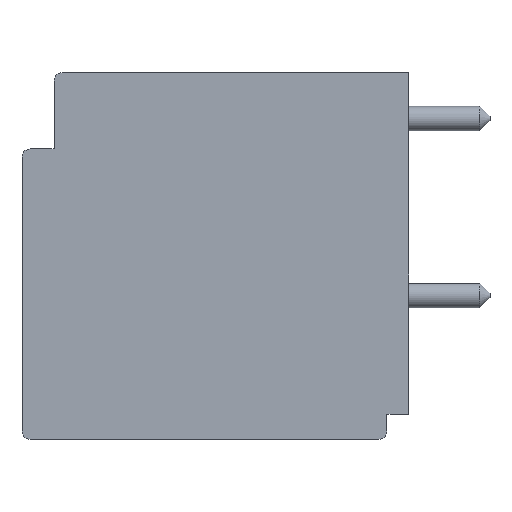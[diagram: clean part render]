
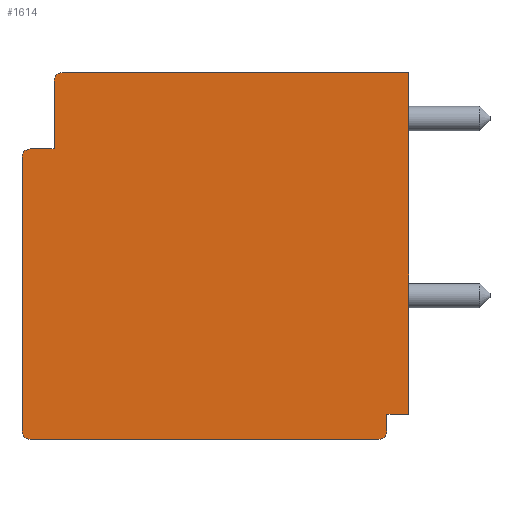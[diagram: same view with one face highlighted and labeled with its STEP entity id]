
A CAD part, left-side view. The second image highlights one B-rep face of the part: STEP entity #1614.
In plain terms, the highlighted face is planar.
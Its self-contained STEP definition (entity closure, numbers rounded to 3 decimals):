
#1 = VERTEX_POINT ( 'NONE', #1659 ) ;
#18 = CARTESIAN_POINT ( 'NONE',  ( 0., 17.6, 17.025 ) ) ;
#27 = LINE ( 'NONE', #848, #1748 ) ;
#30 = CARTESIAN_POINT ( 'NONE',  ( 0., 1.231, 1.066 ) ) ;
#55 = EDGE_CURVE ( 'NONE', #2293, #1, #2038, .T. ) ;
#66 = CARTESIAN_POINT ( 'NONE',  ( 0., 0., 18.6 ) ) ;
#83 = CARTESIAN_POINT ( 'NONE',  ( 0., 1.231, 0. ) ) ;
#171 = PLANE ( 'NONE',  #222 ) ;
#207 = CARTESIAN_POINT ( 'NONE',  ( 0., 18., 17.025 ) ) ;
#222 = AXIS2_PLACEMENT_3D ( 'NONE', #985, #1774, #2579 ) ;
#226 = LINE ( 'NONE', #1048, #1827 ) ;
#232 = CARTESIAN_POINT ( 'NONE',  ( 0., 0.4, 19. ) ) ;
#252 = CARTESIAN_POINT ( 'NONE',  ( 0., 18., 0. ) ) ;
#265 = DIRECTION ( 'NONE',  ( 0., -1., 0. ) ) ;
#331 = CARTESIAN_POINT ( 'NONE',  ( 0., 0.4, 18.6 ) ) ;
#358 = VECTOR ( 'NONE', #1055, 1000. ) ;
#417 = CARTESIAN_POINT ( 'NONE',  ( 0., 14.262, 17.425 ) ) ;
#466 = CARTESIAN_POINT ( 'NONE',  ( 0., 18., 0. ) ) ;
#574 = EDGE_CURVE ( 'NONE', #1, #2225, #2614, .T. ) ;
#616 = VECTOR ( 'NONE', #1625, 1000. ) ;
#622 = CIRCLE ( 'NONE', #705, 0.4 ) ;
#657 = VERTEX_POINT ( 'NONE', #1273 ) ;
#705 = AXIS2_PLACEMENT_3D ( 'NONE', #331, #1165, #1931 ) ;
#716 = CARTESIAN_POINT ( 'NONE',  ( 0., 1.231, 1.066 ) ) ;
#743 = EDGE_CURVE ( 'NONE', #2499, #2572, #1887, .T. ) ;
#810 = VECTOR ( 'NONE', #1527, 1000. ) ;
#814 = CARTESIAN_POINT ( 'NONE',  ( 0., 1.231, 0. ) ) ;
#819 = CARTESIAN_POINT ( 'NONE',  ( 0., 0., 1.466 ) ) ;
#836 = AXIS2_PLACEMENT_3D ( 'NONE', #939, #1734, #2532 ) ;
#843 = DIRECTION ( 'NONE',  ( -1., 0., 0. ) ) ;
#848 = CARTESIAN_POINT ( 'NONE',  ( 0., 14.262, 18.6 ) ) ;
#905 = DIRECTION ( 'NONE',  ( 0., 0., 1. ) ) ;
#939 = CARTESIAN_POINT ( 'NONE',  ( 0., 13.862, 18.6 ) ) ;
#985 = CARTESIAN_POINT ( 'NONE',  ( 0., 0.4, 1.466 ) ) ;
#1021 = DIRECTION ( 'NONE',  ( 0., 0., -1. ) ) ;
#1048 = CARTESIAN_POINT ( 'NONE',  ( 0., 14.262, 17.425 ) ) ;
#1050 = EDGE_CURVE ( 'NONE', #2572, #2293, #2503, .T. ) ;
#1055 = DIRECTION ( 'NONE',  ( 0., 1., 0. ) ) ;
#1089 = CIRCLE ( 'NONE', #836, 0.4 ) ;
#1115 = VERTEX_POINT ( 'NONE', #2569 ) ;
#1126 = ORIENTED_EDGE ( 'NONE', *, *, #2523, .F. ) ;
#1165 = DIRECTION ( 'NONE',  ( -1., 0., 0. ) ) ;
#1171 = VERTEX_POINT ( 'NONE', #417 ) ;
#1214 = EDGE_CURVE ( 'NONE', #1171, #1115, #226, .T. ) ;
#1215 = EDGE_CURVE ( 'NONE', #2306, #1171, #27, .T. ) ;
#1267 = VERTEX_POINT ( 'NONE', #252 ) ;
#1273 = CARTESIAN_POINT ( 'NONE',  ( 0., 18., 17.025 ) ) ;
#1288 = CARTESIAN_POINT ( 'NONE',  ( 0., 0.4, 1.466 ) ) ;
#1290 = DIRECTION ( 'NONE',  ( 0., -1., 0. ) ) ;
#1296 = ORIENTED_EDGE ( 'NONE', *, *, #2173, .F. ) ;
#1318 = ORIENTED_EDGE ( 'NONE', *, *, #1214, .F. ) ;
#1431 = ORIENTED_EDGE ( 'NONE', *, *, #1215, .F. ) ;
#1484 = EDGE_CURVE ( 'NONE', #2225, #2200, #622, .T. ) ;
#1527 = DIRECTION ( 'NONE',  ( 0., -1., 0. ) ) ;
#1614 = ADVANCED_FACE ( 'NONE', ( #1965 ), #171, .F. ) ;
#1625 = DIRECTION ( 'NONE',  ( 0., 0., 1. ) ) ;
#1643 = DIRECTION ( 'NONE',  ( 0., -1., 0. ) ) ;
#1647 = DIRECTION ( 'NONE',  ( 0., 0., -1. ) ) ;
#1651 = CARTESIAN_POINT ( 'NONE',  ( 0., 0.4, 19. ) ) ;
#1659 = CARTESIAN_POINT ( 'NONE',  ( 0., 0., 1.466 ) ) ;
#1713 = CARTESIAN_POINT ( 'NONE',  ( 0., 14.262, 18.6 ) ) ;
#1731 = AXIS2_PLACEMENT_3D ( 'NONE', #18, #843, #1643 ) ;
#1734 = DIRECTION ( 'NONE',  ( -1., 0., 0. ) ) ;
#1735 = VECTOR ( 'NONE', #1290, 1000. ) ;
#1737 = EDGE_LOOP ( 'NONE', ( #1126, #1296, #1318, #1431, #1768, #1884, #1896, #2285, #2299, #2328, #2382, #1919 ) ) ;
#1748 = VECTOR ( 'NONE', #1647, 1000. ) ;
#1768 = ORIENTED_EDGE ( 'NONE', *, *, #2359, .F. ) ;
#1774 = DIRECTION ( 'NONE',  ( -1., 0., 0. ) ) ;
#1827 = VECTOR ( 'NONE', #1829, 1000. ) ;
#1829 = DIRECTION ( 'NONE',  ( 0., 1., 0. ) ) ;
#1884 = ORIENTED_EDGE ( 'NONE', *, *, #2192, .F. ) ;
#1887 = LINE ( 'NONE', #83, #2058 ) ;
#1893 = CARTESIAN_POINT ( 'NONE',  ( 0., 0.4, 1.066 ) ) ;
#1896 = ORIENTED_EDGE ( 'NONE', *, *, #1484, .F. ) ;
#1919 = ORIENTED_EDGE ( 'NONE', *, *, #2611, .F. ) ;
#1931 = DIRECTION ( 'NONE',  ( 0., -1., 0. ) ) ;
#1965 = FACE_OUTER_BOUND ( 'NONE', #1737, .T. ) ;
#1993 = LINE ( 'NONE', #207, #2364 ) ;
#2019 = LINE ( 'NONE', #232, #358 ) ;
#2038 = CIRCLE ( 'NONE', #2296, 0.4 ) ;
#2052 = DIRECTION ( 'NONE',  ( -1., 0., 0. ) ) ;
#2058 = VECTOR ( 'NONE', #905, 1000. ) ;
#2173 = EDGE_CURVE ( 'NONE', #1115, #657, #2524, .T. ) ;
#2192 = EDGE_CURVE ( 'NONE', #2200, #2281, #2019, .T. ) ;
#2200 = VERTEX_POINT ( 'NONE', #1651 ) ;
#2225 = VERTEX_POINT ( 'NONE', #66 ) ;
#2253 = LINE ( 'NONE', #466, #1735 ) ;
#2281 = VERTEX_POINT ( 'NONE', #2486 ) ;
#2285 = ORIENTED_EDGE ( 'NONE', *, *, #574, .F. ) ;
#2293 = VERTEX_POINT ( 'NONE', #1893 ) ;
#2296 = AXIS2_PLACEMENT_3D ( 'NONE', #1288, #2052, #265 ) ;
#2299 = ORIENTED_EDGE ( 'NONE', *, *, #55, .F. ) ;
#2306 = VERTEX_POINT ( 'NONE', #1713 ) ;
#2328 = ORIENTED_EDGE ( 'NONE', *, *, #1050, .F. ) ;
#2359 = EDGE_CURVE ( 'NONE', #2281, #2306, #1089, .T. ) ;
#2364 = VECTOR ( 'NONE', #1021, 1000. ) ;
#2382 = ORIENTED_EDGE ( 'NONE', *, *, #743, .F. ) ;
#2486 = CARTESIAN_POINT ( 'NONE',  ( 0., 13.862, 19. ) ) ;
#2499 = VERTEX_POINT ( 'NONE', #814 ) ;
#2503 = LINE ( 'NONE', #716, #810 ) ;
#2523 = EDGE_CURVE ( 'NONE', #657, #1267, #1993, .T. ) ;
#2524 = CIRCLE ( 'NONE', #1731, 0.4 ) ;
#2532 = DIRECTION ( 'NONE',  ( 0., -1., 0. ) ) ;
#2569 = CARTESIAN_POINT ( 'NONE',  ( 0., 17.6, 17.425 ) ) ;
#2572 = VERTEX_POINT ( 'NONE', #30 ) ;
#2579 = DIRECTION ( 'NONE',  ( 0., -1., 0. ) ) ;
#2611 = EDGE_CURVE ( 'NONE', #1267, #2499, #2253, .T. ) ;
#2614 = LINE ( 'NONE', #819, #616 ) ;
